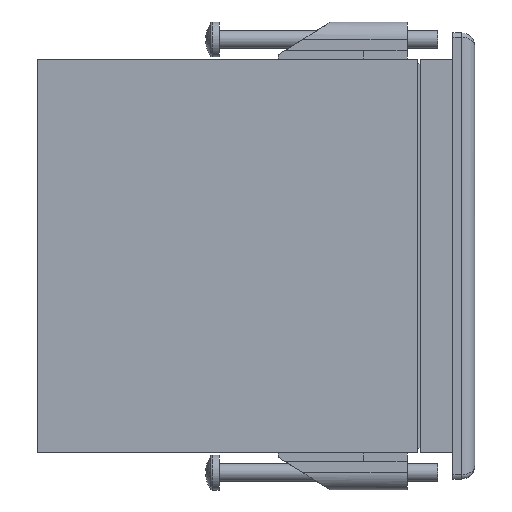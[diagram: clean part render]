
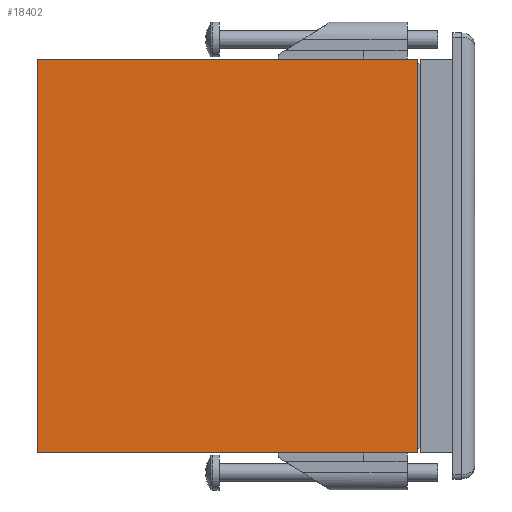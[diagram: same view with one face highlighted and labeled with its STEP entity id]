
A CAD part, front view. The second image highlights one B-rep face of the part: STEP entity #18402.
In plain terms, the highlighted planar face has unit normal (0, -1, 0).
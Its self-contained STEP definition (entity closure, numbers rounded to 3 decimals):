
#18300 = VERTEX_POINT ( 'NONE', #36276 ) ;
#18335 = VERTEX_POINT ( 'NONE', #36301 ) ;
#18369 = EDGE_CURVE ( 'NONE', #18300, #18335, #36587, .T. ) ;
#18401 = VERTEX_POINT ( 'NONE', #36653 ) ;
#18402 = ADVANCED_FACE ( 'NONE', ( #36644 ), #36655, .F. ) ;
#18404 = ORIENTED_EDGE ( 'NONE', *, *, #18420, .T. ) ;
#18405 = ORIENTED_EDGE ( 'NONE', *, *, #18369, .F. ) ;
#18406 = EDGE_CURVE ( 'NONE', #18335, #18401, #36637, .T. ) ;
#18408 = ORIENTED_EDGE ( 'NONE', *, *, #18406, .F. ) ;
#18416 = VERTEX_POINT ( 'NONE', #36692 ) ;
#18417 = EDGE_LOOP ( 'NONE', ( #18404, #18424, #18408, #18405 ) ) ;
#18420 = EDGE_CURVE ( 'NONE', #18300, #18416, #36687, .T. ) ;
#18424 = ORIENTED_EDGE ( 'NONE', *, *, #18425, .F. ) ;
#18425 = EDGE_CURVE ( 'NONE', #18401, #18416, #36648, .T. ) ;
#36276 = CARTESIAN_POINT ( 'NONE',  ( 0., 0., 78. ) ) ;
#36301 = CARTESIAN_POINT ( 'NONE',  ( 90., 0., 78. ) ) ;
#36571 = DIRECTION ( 'NONE',  ( 1., 0., 0. ) ) ;
#36573 = VECTOR ( 'NONE', #36571, 1000. ) ;
#36574 = CARTESIAN_POINT ( 'NONE',  ( 0., 0., 78. ) ) ;
#36587 = LINE ( 'NONE', #36574, #36573 ) ;
#36609 = AXIS2_PLACEMENT_3D ( 'NONE', #36647, #36646, #36638 ) ;
#36637 = LINE ( 'NONE', #36640, #36639 ) ;
#36638 = DIRECTION ( 'NONE',  ( 0., 0., 1. ) ) ;
#36639 = VECTOR ( 'NONE', #36702, 1000. ) ;
#36640 = CARTESIAN_POINT ( 'NONE',  ( 90., 0., 78. ) ) ;
#36644 = FACE_OUTER_BOUND ( 'NONE', #18417, .T. ) ;
#36646 = DIRECTION ( 'NONE',  ( 0., 1., 0. ) ) ;
#36647 = CARTESIAN_POINT ( 'NONE',  ( 0., 0., 78. ) ) ;
#36648 = LINE ( 'NONE', #36739, #36736 ) ;
#36653 = CARTESIAN_POINT ( 'NONE',  ( 90., 0., -9. ) ) ;
#36655 = PLANE ( 'NONE',  #36609 ) ;
#36682 = DIRECTION ( 'NONE',  ( 0., 0., -1. ) ) ;
#36683 = VECTOR ( 'NONE', #36682, 1000. ) ;
#36684 = CARTESIAN_POINT ( 'NONE',  ( 0., 0., 78. ) ) ;
#36687 = LINE ( 'NONE', #36684, #36683 ) ;
#36692 = CARTESIAN_POINT ( 'NONE',  ( 0., 0., -9. ) ) ;
#36702 = DIRECTION ( 'NONE',  ( 0., 0., -1. ) ) ;
#36736 = VECTOR ( 'NONE', #36738, 1000. ) ;
#36738 = DIRECTION ( 'NONE',  ( -1., 0., 0. ) ) ;
#36739 = CARTESIAN_POINT ( 'NONE',  ( 90., 0., -9. ) ) ;
